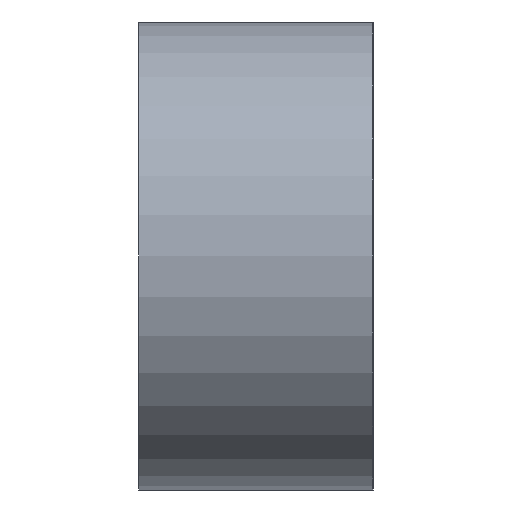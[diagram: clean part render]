
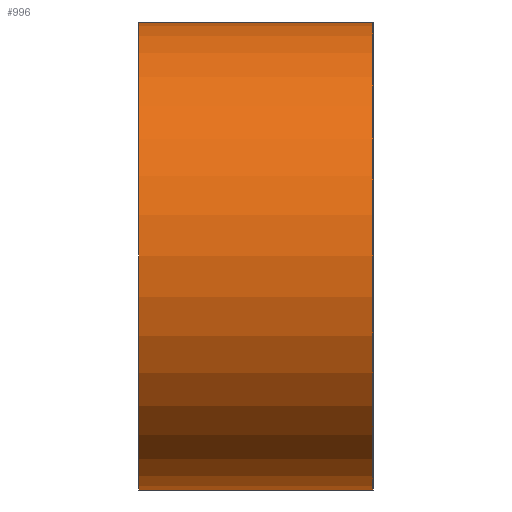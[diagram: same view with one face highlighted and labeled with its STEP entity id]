
A CAD part, left-side view. The second image highlights one B-rep face of the part: STEP entity #996.
In plain terms, the highlighted cylindrical face has radius 4 mm (diameter 8 mm), a partial arc.
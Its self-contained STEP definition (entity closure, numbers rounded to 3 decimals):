
#19 = DIRECTION ( 'NONE',  ( 0., 1., 0. ) ) ;
#27 = EDGE_CURVE ( 'NONE', #1118, #898, #260, .T. ) ;
#85 = DIRECTION ( 'NONE',  ( 0., 1., 0. ) ) ;
#102 = EDGE_CURVE ( 'NONE', #478, #397, #1199, .T. ) ;
#151 = VECTOR ( 'NONE', #1418, 1000. ) ;
#160 = CARTESIAN_POINT ( 'NONE',  ( -72., 0., -4. ) ) ;
#251 = CYLINDRICAL_SURFACE ( 'NONE', #1374, 4. ) ;
#260 = LINE ( 'NONE', #531, #523 ) ;
#375 = ORIENTED_EDGE ( 'NONE', *, *, #803, .T. ) ;
#397 = VERTEX_POINT ( 'NONE', #1364 ) ;
#447 = AXIS2_PLACEMENT_3D ( 'NONE', #1173, #19, #1404 ) ;
#457 = FACE_OUTER_BOUND ( 'NONE', #1241, .T. ) ;
#478 = VERTEX_POINT ( 'NONE', #1249 ) ;
#523 = VECTOR ( 'NONE', #1411, 1000. ) ;
#531 = CARTESIAN_POINT ( 'NONE',  ( -72., 4., -4. ) ) ;
#540 = CARTESIAN_POINT ( 'NONE',  ( -72., 4., 4. ) ) ;
#692 = CIRCLE ( 'NONE', #1041, 4. ) ;
#708 = CARTESIAN_POINT ( 'NONE',  ( -72., 4., 0. ) ) ;
#724 = DIRECTION ( 'NONE',  ( 0., 0., 1. ) ) ;
#803 = EDGE_CURVE ( 'NONE', #898, #397, #1236, .T. ) ;
#898 = VERTEX_POINT ( 'NONE', #160 ) ;
#976 = ORIENTED_EDGE ( 'NONE', *, *, #102, .F. ) ;
#996 = ADVANCED_FACE ( 'NONE', ( #457 ), #251, .T. ) ;
#1041 = AXIS2_PLACEMENT_3D ( 'NONE', #1463, #85, #724 ) ;
#1088 = DIRECTION ( 'NONE',  ( 0., 0., -1. ) ) ;
#1118 = VERTEX_POINT ( 'NONE', #1448 ) ;
#1173 = CARTESIAN_POINT ( 'NONE',  ( -72., 0., 0. ) ) ;
#1183 = ORIENTED_EDGE ( 'NONE', *, *, #27, .T. ) ;
#1199 = LINE ( 'NONE', #540, #151 ) ;
#1206 = EDGE_CURVE ( 'NONE', #1118, #478, #692, .T. ) ;
#1236 = CIRCLE ( 'NONE', #447, 4. ) ;
#1241 = EDGE_LOOP ( 'NONE', ( #375, #976, #1623, #1183 ) ) ;
#1249 = CARTESIAN_POINT ( 'NONE',  ( -72., 4., 4. ) ) ;
#1332 = DIRECTION ( 'NONE',  ( 0., -1., 0. ) ) ;
#1364 = CARTESIAN_POINT ( 'NONE',  ( -72., 0., 4. ) ) ;
#1374 = AXIS2_PLACEMENT_3D ( 'NONE', #708, #1332, #1088 ) ;
#1404 = DIRECTION ( 'NONE',  ( 0., 0., 1. ) ) ;
#1411 = DIRECTION ( 'NONE',  ( 0., -1., 0. ) ) ;
#1418 = DIRECTION ( 'NONE',  ( 0., -1., 0. ) ) ;
#1448 = CARTESIAN_POINT ( 'NONE',  ( -72., 4., -4. ) ) ;
#1463 = CARTESIAN_POINT ( 'NONE',  ( -72., 4., 0. ) ) ;
#1623 = ORIENTED_EDGE ( 'NONE', *, *, #1206, .F. ) ;
